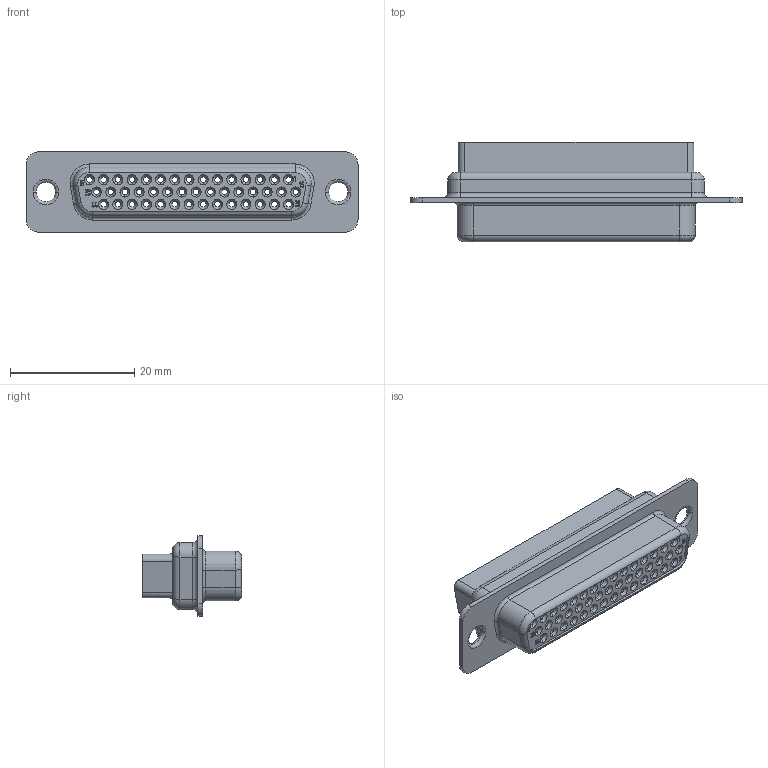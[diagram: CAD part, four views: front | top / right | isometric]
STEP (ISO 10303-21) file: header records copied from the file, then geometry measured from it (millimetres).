
FILE_DESCRIPTION(('Creo Elements/Direct Modeling STEP Export'),'2;1');
FILE_NAME('model.stp','2019-03-20T20:35:33',(''),(''),'Creo Elements/Direct Modeling STEP processor for AP214 (Solid Model)','Creo Elements/Direct Modeling 20.1A 29-Sep-2018 (C) Parametric Technology GmbH','');
FILE_SCHEMA(('AUTOMOTIVE_DESIGN { 1 0 10303 214 1 1 1 1 }'));
Length unit declared in the file: millimetre
Products named in the file (2): VS-25-BU-DSUB-HD-CD-B
Assembly tree (1 placements, depth 2):
  VS-25-BU-DSUB-HD-CD-B
    VS-25-BU-DSUB-HD-CD-B
Bounding box: 53.42 x 16.03 x 12.93 mm (x, y, z)
Volume: 4239.8 mm3; surface area: 5520.1 mm2
Topology: 1 solids, 1 shells, 761 faces, 2063 edges, 1378 vertices
Faces by surface type: cylinder 358, plane 268, cone 88, extrusion 27, torus 20
Entity records: 29617 total; most frequent: CARTESIAN_POINT 4749, ORIENTED_EDGE 4126, DIRECTION 3724, EDGE_CURVE 2063, VERTEX_POINT 1378, AXIS2_PLACEMENT_3D 1326, VECTOR 1072, LINE 1045
